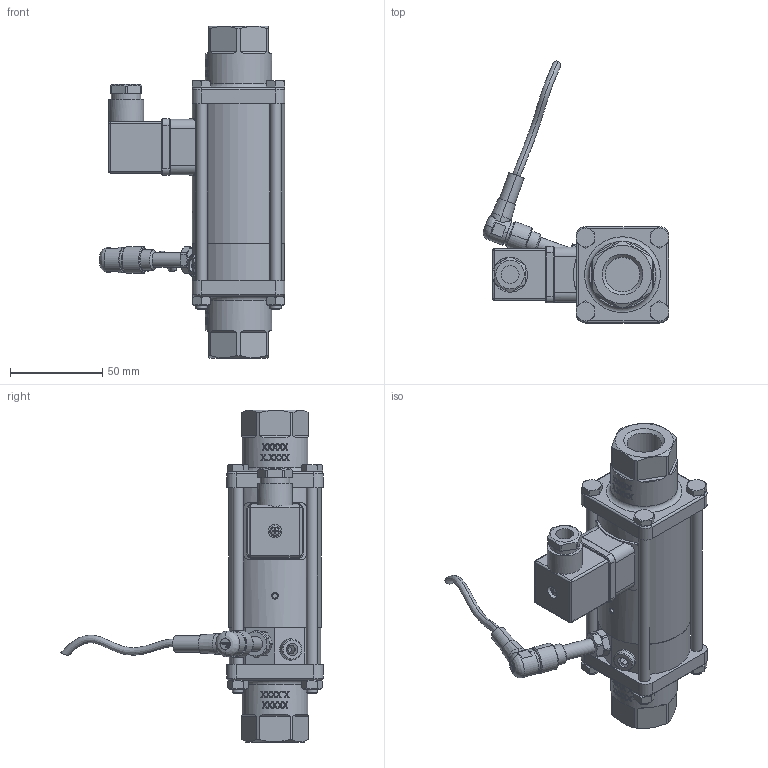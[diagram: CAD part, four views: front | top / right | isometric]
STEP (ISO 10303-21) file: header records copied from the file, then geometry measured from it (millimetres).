
FILE_DESCRIPTION(/* description */ ('Teil 1'),/* implementation_level */ '2;1');
FILE_NAME(/* name */ 'Typ 270 DN10 G12 ES1 AUF.stp',/* time_stamp */ '2021-09-13T17:46:58+02:00',/* author */ ('KEikmeier'),/* organization */ (''),/* preprocessor_version */ 'ST-DEVELOPER v18.1',/* originating_system */ 'Autodesk Inventor 2021',/* authorisation */ '');
FILE_SCHEMA (('CONFIG_CONTROL_DESIGN'));
Length unit declared in the file: millimetre
Products named in the file (1): BG-92701021
Bounding box: 100.27 x 141.72 x 179.5 mm (x, y, z)
Volume: 349358.5 mm3; surface area: 56786 mm2
Topology: 1 solids, 1 shells, 920 faces, 2390 edges, 1546 vertices
Faces by surface type: plane 560, cylinder 138, bspline 100, cone 92, torus 25, sphere 5
Full cylindrical faces by diameter (mm): 2.5 x2, 3.242 x2, 6 x8, 6.5 x8, 7.2 x1, 8 x1, 8.9 x4, 9.6 x1, 11 x1, 11.4 x1, 11.5 x1, 12 x1, 16 x1, 18.631 x2, 18.9 x1, 36 x2, 50 x1
Entity records: 31017 total; most frequent: CARTESIAN_POINT 7905, ORIENTED_EDGE 4766, DIRECTION 4525, EDGE_CURVE 2383, AXIS2_PLACEMENT_3D 1761, VERTEX_POINT 1547, EDGE_LOOP 1014, LINE 1003
